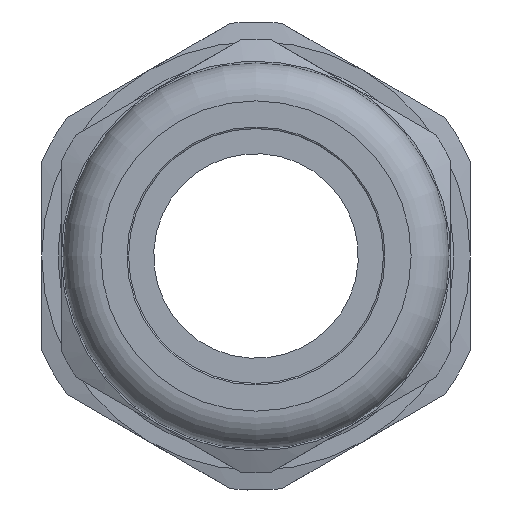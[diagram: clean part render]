
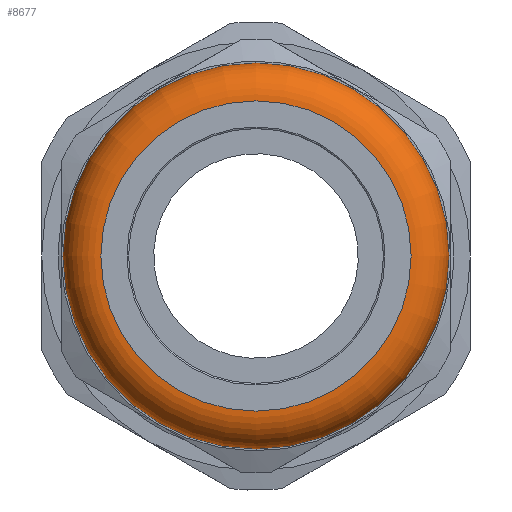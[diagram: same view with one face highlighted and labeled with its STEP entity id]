
A CAD part, left-side view. The second image highlights one B-rep face of the part: STEP entity #8677.
In plain terms, the highlighted toroidal (fillet/blend) face has major radius 19.91 mm and minor radius 4.86 mm.
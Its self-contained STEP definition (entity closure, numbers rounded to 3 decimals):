
#157=TOROIDAL_SURFACE('',#9870,19.91,4.86);
#1720=FACE_BOUND('',#2858,.T.);
#2262=FACE_OUTER_BOUND('',#2857,.T.);
#2857=EDGE_LOOP('',(#8110));
#2858=EDGE_LOOP('',(#8111));
#3476=CIRCLE('',#9815,19.91);
#3504=CIRCLE('',#9871,24.77);
#4248=VERTEX_POINT('',#22811);
#4294=VERTEX_POINT('',#23003);
#5499=EDGE_CURVE('',#4248,#4248,#3476,.T.);
#5569=EDGE_CURVE('',#4294,#4294,#3504,.T.);
#8110=ORIENTED_EDGE('',*,*,#5569,.F.);
#8111=ORIENTED_EDGE('',*,*,#5499,.T.);
#8677=ADVANCED_FACE('',(#2262,#1720),#157,.T.);
#9815=AXIS2_PLACEMENT_3D('',#22812,#12465,#12466);
#9870=AXIS2_PLACEMENT_3D('',#23002,#12593,#12594);
#9871=AXIS2_PLACEMENT_3D('',#23004,#12595,#12596);
#12465=DIRECTION('center_axis',(1.,0.,0.));
#12466=DIRECTION('ref_axis',(0.,0.,-1.));
#12593=DIRECTION('center_axis',(1.,0.,0.));
#12594=DIRECTION('ref_axis',(0.,0.,-1.));
#12595=DIRECTION('center_axis',(1.,0.,0.));
#12596=DIRECTION('ref_axis',(0.,0.,-1.));
#22811=CARTESIAN_POINT('',(-30.86,19.91,0.));
#22812=CARTESIAN_POINT('Origin',(-30.86,0.,0.));
#23002=CARTESIAN_POINT('Origin',(-26.,0.,0.));
#23003=CARTESIAN_POINT('',(-26.,24.77,0.));
#23004=CARTESIAN_POINT('Origin',(-26.,0.,0.));
